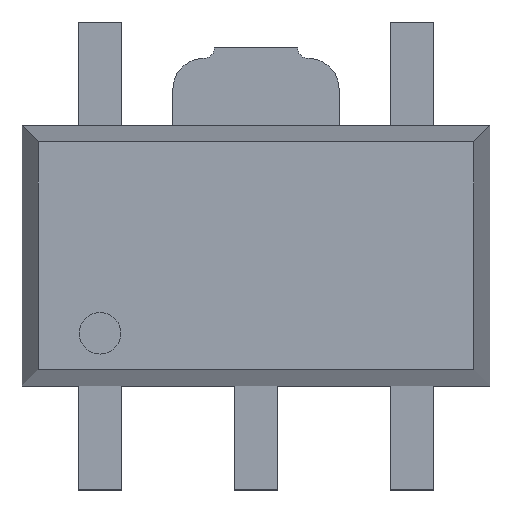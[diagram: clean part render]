
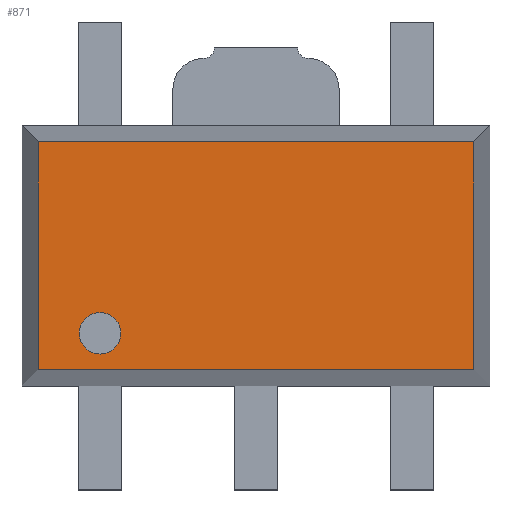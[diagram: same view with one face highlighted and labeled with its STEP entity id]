
A CAD part, top view. The second image highlights one B-rep face of the part: STEP entity #871.
In plain terms, the highlighted planar face has unit normal (0, 0, 1).
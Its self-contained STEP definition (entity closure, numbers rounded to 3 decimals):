
#13=FACE_BOUND('',#127,.T.);
#29=CIRCLE('',#949,0.2);
#30=CIRCLE('',#950,0.2);
#76=FACE_OUTER_BOUND('',#126,.T.);
#126=EDGE_LOOP('',(#687,#688,#689,#690));
#127=EDGE_LOOP('',(#691,#692));
#215=LINE('',#1378,#312);
#216=LINE('',#1380,#313);
#217=LINE('',#1382,#314);
#218=LINE('',#1383,#315);
#312=VECTOR('',#1146,1000.);
#313=VECTOR('',#1147,1000.);
#314=VECTOR('',#1148,1000.);
#315=VECTOR('',#1149,1000.);
#390=VERTEX_POINT('',#1369);
#391=VERTEX_POINT('',#1371);
#392=VERTEX_POINT('',#1376);
#393=VERTEX_POINT('',#1377);
#394=VERTEX_POINT('',#1379);
#395=VERTEX_POINT('',#1381);
#490=EDGE_CURVE('',#391,#390,#29,.T.);
#491=EDGE_CURVE('',#390,#391,#30,.T.);
#493=EDGE_CURVE('',#392,#393,#215,.T.);
#494=EDGE_CURVE('',#393,#394,#216,.T.);
#495=EDGE_CURVE('',#394,#395,#217,.T.);
#496=EDGE_CURVE('',#395,#392,#218,.T.);
#687=ORIENTED_EDGE('',*,*,#493,.T.);
#688=ORIENTED_EDGE('',*,*,#494,.T.);
#689=ORIENTED_EDGE('',*,*,#495,.T.);
#690=ORIENTED_EDGE('',*,*,#496,.T.);
#691=ORIENTED_EDGE('',*,*,#490,.T.);
#692=ORIENTED_EDGE('',*,*,#491,.T.);
#765=PLANE('',#952);
#871=ADVANCED_FACE('',(#76,#13),#765,.F.);
#949=AXIS2_PLACEMENT_3D('',#1372,#1138,#1139);
#950=AXIS2_PLACEMENT_3D('',#1373,#1140,#1141);
#952=AXIS2_PLACEMENT_3D('',#1375,#1144,#1145);
#1138=DIRECTION('center_axis',(0.,0.,-1.));
#1139=DIRECTION('ref_axis',(0.,1.,0.));
#1140=DIRECTION('center_axis',(0.,0.,-1.));
#1141=DIRECTION('ref_axis',(0.,1.,0.));
#1144=DIRECTION('center_axis',(0.,0.,-1.));
#1145=DIRECTION('ref_axis',(0.,1.,0.));
#1146=DIRECTION('',(0.,1.,0.));
#1147=DIRECTION('',(-1.,0.,0.));
#1148=DIRECTION('',(0.,-1.,0.));
#1149=DIRECTION('',(1.,0.,0.));
#1369=CARTESIAN_POINT('',(-1.5,-0.595,1.54));
#1371=CARTESIAN_POINT('',(-1.5,-0.995,1.54));
#1372=CARTESIAN_POINT('Origin',(-1.5,-0.795,1.54));
#1373=CARTESIAN_POINT('Origin',(-1.5,-0.795,1.54));
#1375=CARTESIAN_POINT('Origin',(2.25,1.2,1.54));
#1376=CARTESIAN_POINT('',(2.095,-1.145,1.54));
#1377=CARTESIAN_POINT('',(2.095,1.045,1.54));
#1378=CARTESIAN_POINT('',(2.095,1.2,1.54));
#1379=CARTESIAN_POINT('',(-2.095,1.045,1.54));
#1380=CARTESIAN_POINT('',(2.25,1.045,1.54));
#1381=CARTESIAN_POINT('',(-2.095,-1.145,1.54));
#1382=CARTESIAN_POINT('',(-2.095,1.2,1.54));
#1383=CARTESIAN_POINT('',(2.25,-1.145,1.54));
